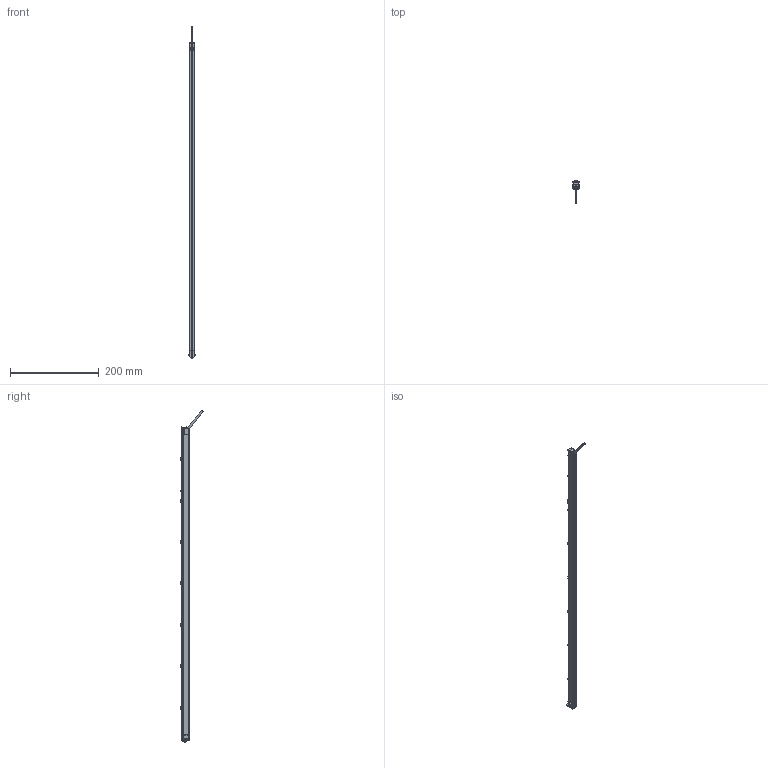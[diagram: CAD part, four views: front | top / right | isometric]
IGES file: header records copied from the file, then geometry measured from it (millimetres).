
Start section:  PTC IGES file: 217050_sm01.igs
Global section: file name: 217050_sm01.igs; native system: Creo Parametric by PTC Inc.; preprocessor: 2019292; author: PDMAdmin; organization: Unknown; date: 20220715.104209; units: millimetre
Bounding box: 15.6 x 50.85 x 746.71 mm (x, y, z)
Volume: 113181.8 mm3; surface area: 219246.7 mm2
Topology: 2 solids, 2 shells, 3018 faces, 15048 edges, 18397 vertices
Faces by surface type: bspline 2092, revolution 898, extrusion 28
